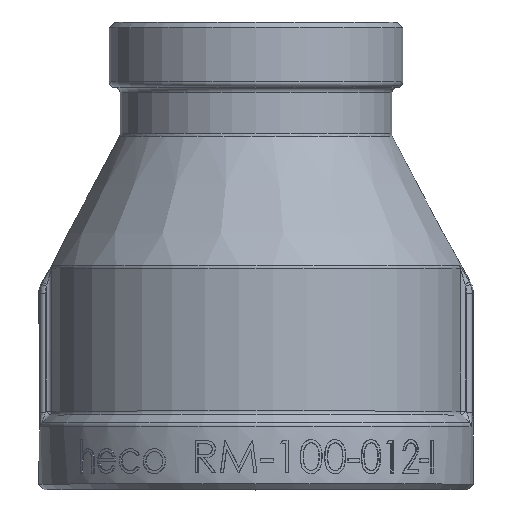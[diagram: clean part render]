
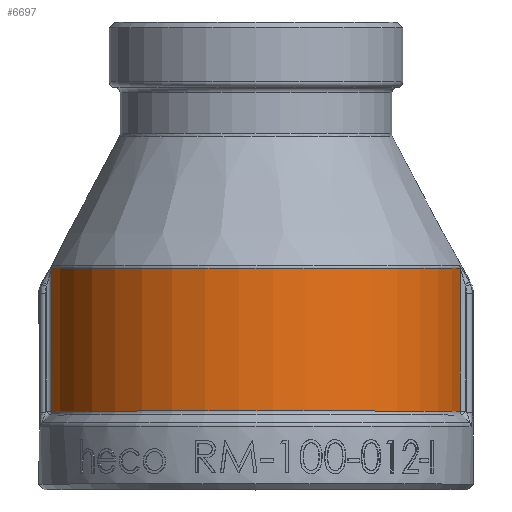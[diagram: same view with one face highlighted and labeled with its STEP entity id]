
A CAD part, top view. The second image highlights one B-rep face of the part: STEP entity #6697.
In plain terms, the highlighted cylindrical face has radius 19 mm (diameter 38 mm), a partial arc.
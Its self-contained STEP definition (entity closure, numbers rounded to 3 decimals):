
#19 = CYLINDRICAL_SURFACE ( 'NONE', #9577, 19. ) ;
#68 = FACE_OUTER_BOUND ( 'NONE', #12664, .T. ) ;
#232 = CARTESIAN_POINT ( 'NONE',  ( 18.774, -14.293, 2.923 ) ) ;
#236 = CARTESIAN_POINT ( 'NONE',  ( -18.774, -14.293, 2.923 ) ) ;
#4588 = EDGE_CURVE ( 'NONE', #12818, #12489, #6315, .T. ) ;
#4735 = EDGE_CURVE ( 'NONE', #12489, #13018, #11187, .T. ) ;
#4738 = EDGE_CURVE ( 'NONE', #13021, #12818, #11206, .T. ) ;
#4803 = EDGE_CURVE ( 'NONE', #13018, #13021, #14190, .T. ) ;
#5313 = DIRECTION ( 'NONE',  ( 1., 0., 0. ) ) ;
#5434 = DIRECTION ( 'NONE',  ( 0., -1., 0. ) ) ;
#5662 = CARTESIAN_POINT ( 'NONE',  ( 0., -7.762, 0. ) ) ;
#5686 = CARTESIAN_POINT ( 'NONE',  ( 18.774, -1.149, 2.923 ) ) ;
#6202 = CARTESIAN_POINT ( 'NONE',  ( -18.774, -1.149, 2.923 ) ) ;
#6305 = AXIS2_PLACEMENT_3D ( 'NONE', #11391, #12245, #11390 ) ;
#6315 = CIRCLE ( 'NONE', #11236, 19. ) ;
#6697 = ADVANCED_FACE ( 'NONE', ( #68 ), #19, .T. ) ;
#9577 = AXIS2_PLACEMENT_3D ( 'NONE', #5662, #5434, #5313 ) ;
#11175 = VECTOR ( 'NONE', #17858, 1000. ) ;
#11187 = LINE ( 'NONE', #17295, #11220 ) ;
#11206 = LINE ( 'NONE', #17866, #11175 ) ;
#11220 = VECTOR ( 'NONE', #17294, 1000. ) ;
#11236 = AXIS2_PLACEMENT_3D ( 'NONE', #18247, #18200, #18160 ) ;
#11390 = DIRECTION ( 'NONE',  ( -1., 0., 0. ) ) ;
#11391 = CARTESIAN_POINT ( 'NONE',  ( 0., -14.293, 0. ) ) ;
#12245 = DIRECTION ( 'NONE',  ( 0., -1., 0. ) ) ;
#12489 = VERTEX_POINT ( 'NONE', #5686 ) ;
#12664 = EDGE_LOOP ( 'NONE', ( #13264, #13266, #13267, #13268 ) ) ;
#12818 = VERTEX_POINT ( 'NONE', #6202 ) ;
#13018 = VERTEX_POINT ( 'NONE', #232 ) ;
#13021 = VERTEX_POINT ( 'NONE', #236 ) ;
#13264 = ORIENTED_EDGE ( 'NONE', *, *, #4588, .F. ) ;
#13266 = ORIENTED_EDGE ( 'NONE', *, *, #4738, .F. ) ;
#13267 = ORIENTED_EDGE ( 'NONE', *, *, #4803, .F. ) ;
#13268 = ORIENTED_EDGE ( 'NONE', *, *, #4735, .F. ) ;
#14190 = CIRCLE ( 'NONE', #6305, 19. ) ;
#17294 = DIRECTION ( 'NONE',  ( 0., -1., 0. ) ) ;
#17295 = CARTESIAN_POINT ( 'NONE',  ( 18.774, -7.762, 2.923 ) ) ;
#17858 = DIRECTION ( 'NONE',  ( 0., 1., 0. ) ) ;
#17866 = CARTESIAN_POINT ( 'NONE',  ( -18.774, -7.762, 2.923 ) ) ;
#18160 = DIRECTION ( 'NONE',  ( 0., 0., 1. ) ) ;
#18200 = DIRECTION ( 'NONE',  ( 0., 1., 0. ) ) ;
#18247 = CARTESIAN_POINT ( 'NONE',  ( 0., -1.149, 0. ) ) ;
